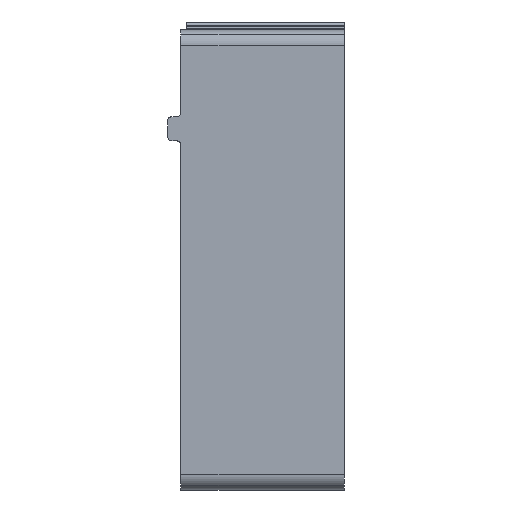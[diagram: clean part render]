
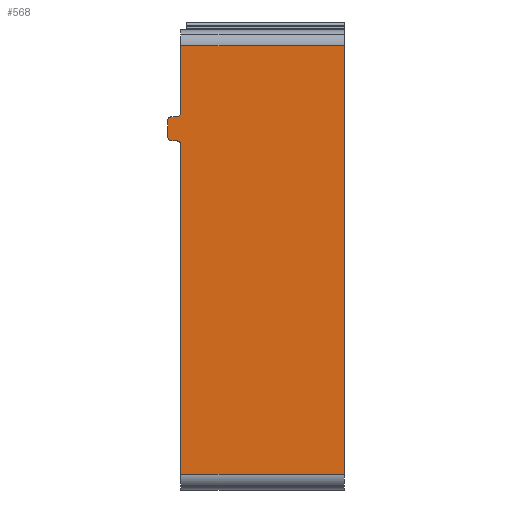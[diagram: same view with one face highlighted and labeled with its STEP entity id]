
A CAD part, left-side view. The second image highlights one B-rep face of the part: STEP entity #568.
In plain terms, the highlighted planar face has unit normal (-1, 0, 0).
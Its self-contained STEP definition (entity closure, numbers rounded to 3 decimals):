
#568=ADVANCED_FACE('0:18953',(#2173),#2174,.T.);
#2173=FACE_OUTER_BOUND('',#4392,.T.);
#2174=PLANE('',#4393);
#4392=EDGE_LOOP('',(#26030,#26031,#26032,#26033,#26034,#26035,#26036,#26037,#26038,#26039,#26040,#26041,#26042,#26043,#26044,#26045));
#4393=AXIS2_PLACEMENT_3D('',#26046,#26047,#26048);
#26030=ORIENTED_EDGE('',*,*,#32585,.F.);
#26031=ORIENTED_EDGE('',*,*,#32586,.T.);
#26032=ORIENTED_EDGE('',*,*,#30795,.F.);
#26033=ORIENTED_EDGE('',*,*,#32587,.F.);
#26034=ORIENTED_EDGE('',*,*,#32588,.F.);
#26035=ORIENTED_EDGE('',*,*,#30912,.F.);
#26036=ORIENTED_EDGE('',*,*,#32589,.T.);
#26037=ORIENTED_EDGE('',*,*,#32590,.F.);
#26038=ORIENTED_EDGE('',*,*,#32591,.F.);
#26039=ORIENTED_EDGE('',*,*,#31871,.F.);
#26040=ORIENTED_EDGE('',*,*,#32592,.F.);
#26041=ORIENTED_EDGE('',*,*,#32593,.F.);
#26042=ORIENTED_EDGE('',*,*,#32594,.F.);
#26043=ORIENTED_EDGE('',*,*,#31869,.F.);
#26044=ORIENTED_EDGE('',*,*,#32595,.F.);
#26045=ORIENTED_EDGE('',*,*,#31860,.F.);
#26046=CARTESIAN_POINT('',(-4.3,-1.58,39.25));
#26047=DIRECTION('',(-1.0,-0.0,0.0));
#26048=DIRECTION('',(0.0,-0.0,-1.0));
#30795=EDGE_CURVE('0:22181',#33681,#33684,#33685,.T.);
#30912=EDGE_CURVE('0:22187',#33908,#33910,#33911,.T.);
#31860=EDGE_CURVE('0:22175',#35709,#35711,#35712,.T.);
#31869=EDGE_CURVE('0:22205',#35725,#35721,#35727,.T.);
#31871=EDGE_CURVE('0:22199',#35728,#35731,#35732,.T.);
#32585=EDGE_CURVE('0:22175',#36922,#35709,#36923,.T.);
#32586=EDGE_CURVE('0:22178',#36922,#33684,#36924,.F.);
#32587=EDGE_CURVE('0:22181',#36925,#33681,#36926,.T.);
#32588=EDGE_CURVE('0:22184',#33910,#36925,#36927,.T.);
#32589=EDGE_CURVE('0:22190',#33908,#36928,#36929,.F.);
#32590=EDGE_CURVE('0:22193',#36930,#36928,#36931,.T.);
#32591=EDGE_CURVE('0:22196',#35731,#36930,#36932,.T.);
#32592=EDGE_CURVE('0:22199',#36933,#35728,#36934,.T.);
#32593=EDGE_CURVE('0:22202',#36935,#36933,#36936,.T.);
#32594=EDGE_CURVE('0:22205',#35721,#36935,#36937,.T.);
#32595=EDGE_CURVE('0:22208',#35711,#35725,#36938,.F.);
#33681=VERTEX_POINT('',#38388);
#33684=VERTEX_POINT('',#38392);
#33685=CIRCLE('',#38393,0.8);
#33908=VERTEX_POINT('',#38734);
#33910=VERTEX_POINT('',#38736);
#33911=LINE('',#38737,#38738);
#35709=VERTEX_POINT('',#42316);
#35711=VERTEX_POINT('',#42319);
#35712=CIRCLE('',#42320,0.8);
#35721=VERTEX_POINT('',#42332);
#35725=VERTEX_POINT('',#42337);
#35727=CIRCLE('',#42340,0.8);
#35728=VERTEX_POINT('',#42341);
#35731=VERTEX_POINT('',#42345);
#35732=CIRCLE('',#42346,0.8);
#36922=VERTEX_POINT('',#44061);
#36923=CIRCLE('',#44062,0.8);
#36924=LINE('',#44063,#44064);
#36925=VERTEX_POINT('',#44065);
#36926=CIRCLE('',#44066,0.8);
#36927=LINE('',#44067,#44068);
#36928=VERTEX_POINT('',#44069);
#36929=LINE('',#44070,#44071);
#36930=VERTEX_POINT('',#44072);
#36931=LINE('',#44073,#44074);
#36932=LINE('',#44075,#44076);
#36933=VERTEX_POINT('',#44077);
#36934=CIRCLE('',#44078,0.8);
#36935=VERTEX_POINT('',#44079);
#36936=LINE('',#44080,#44081);
#36937=CIRCLE('',#44082,0.8);
#36938=LINE('',#44083,#44084);
#38388=CARTESIAN_POINT('',(-4.3,-17.826,61.567));
#38392=CARTESIAN_POINT('',(-4.3,-17.26,61.802));
#38393=AXIS2_PLACEMENT_3D('',#47712,#47713,#47714);
#38734=CARTESIAN_POINT('',(-4.3,-48.99,-1.3));
#38736=CARTESIAN_POINT('',(-4.3,-18.06,-1.3));
#38737=CARTESIAN_POINT('',(-4.3,-1.58,-1.3));
#38738=VECTOR('',#47943,1.0);
#42316=CARTESIAN_POINT('',(-4.3,-15.794,62.036));
#42319=CARTESIAN_POINT('',(-4.3,-15.56,62.602));
#42320=AXIS2_PLACEMENT_3D('',#49680,#49681,#49682);
#42332=CARTESIAN_POINT('',(-4.3,-15.794,66.167));
#42337=CARTESIAN_POINT('',(-4.3,-15.56,65.602));
#42340=AXIS2_PLACEMENT_3D('',#49697,#49698,#49699);
#42341=CARTESIAN_POINT('',(-4.3,-17.826,66.636));
#42345=CARTESIAN_POINT('',(-4.3,-18.06,67.202));
#42346=AXIS2_PLACEMENT_3D('',#49701,#49702,#49703);
#44061=CARTESIAN_POINT('',(-4.3,-16.36,61.802));
#44062=AXIS2_PLACEMENT_3D('',#50891,#50892,#50893);
#44063=CARTESIAN_POINT('',(-4.3,-8.32,61.802));
#44064=VECTOR('',#50894,1.0);
#44065=CARTESIAN_POINT('',(-4.3,-18.06,61.002));
#44066=AXIS2_PLACEMENT_3D('',#50895,#50896,#50897);
#44067=CARTESIAN_POINT('',(-4.3,-18.06,27.188));
#44068=VECTOR('',#50898,1.0);
#44069=CARTESIAN_POINT('',(-4.3,-48.99,79.8));
#44070=CARTESIAN_POINT('',(-4.3,-48.99,39.25));
#44071=VECTOR('',#50899,1.0);
#44072=CARTESIAN_POINT('',(-4.3,-18.06,79.8));
#44073=CARTESIAN_POINT('',(-4.3,-1.58,79.8));
#44074=VECTOR('',#50900,1.0);
#44075=CARTESIAN_POINT('',(-4.3,-18.06,27.188));
#44076=VECTOR('',#50901,1.0);
#44077=CARTESIAN_POINT('',(-4.3,-17.26,66.402));
#44078=AXIS2_PLACEMENT_3D('',#50902,#50903,#50904);
#44079=CARTESIAN_POINT('',(-4.3,-16.36,66.402));
#44080=CARTESIAN_POINT('',(-4.3,-8.32,66.402));
#44081=VECTOR('',#50905,1.0);
#44082=AXIS2_PLACEMENT_3D('',#50906,#50907,#50908);
#44083=CARTESIAN_POINT('',(-4.3,-15.56,26.938));
#44084=VECTOR('',#50909,1.0);
#47712=CARTESIAN_POINT('',(-4.3,-17.26,61.002));
#47713=DIRECTION('',(-1.0,0.0,0.0));
#47714=DIRECTION('',(0.0,-0.707,0.707));
#47943=DIRECTION('',(0.0,1.0,0.0));
#49680=CARTESIAN_POINT('',(-4.3,-16.36,62.602));
#49681=DIRECTION('',(1.0,0.0,0.0));
#49682=DIRECTION('',(0.0,0.707,-0.707));
#49697=CARTESIAN_POINT('',(-4.3,-16.36,65.602));
#49698=DIRECTION('',(1.0,0.0,-0.0));
#49699=DIRECTION('',(0.0,0.707,0.707));
#49701=CARTESIAN_POINT('',(-4.3,-17.26,67.202));
#49702=DIRECTION('',(-1.0,-0.0,0.0));
#49703=DIRECTION('',(0.0,-0.707,-0.707));
#50891=CARTESIAN_POINT('',(-4.3,-16.36,62.602));
#50892=DIRECTION('',(1.0,0.0,0.0));
#50893=DIRECTION('',(0.0,0.707,-0.707));
#50894=DIRECTION('',(0.0,1.0,0.0));
#50895=CARTESIAN_POINT('',(-4.3,-17.26,61.002));
#50896=DIRECTION('',(-1.0,0.0,0.0));
#50897=DIRECTION('',(0.0,-0.707,0.707));
#50898=DIRECTION('',(0.0,0.0,1.0));
#50899=DIRECTION('',(0.0,0.0,-1.0));
#50900=DIRECTION('',(0.0,-1.0,0.0));
#50901=DIRECTION('',(0.0,0.0,1.0));
#50902=CARTESIAN_POINT('',(-4.3,-17.26,67.202));
#50903=DIRECTION('',(-1.0,-0.0,0.0));
#50904=DIRECTION('',(0.0,-0.707,-0.707));
#50905=DIRECTION('',(0.0,-1.0,0.0));
#50906=CARTESIAN_POINT('',(-4.3,-16.36,65.602));
#50907=DIRECTION('',(1.0,0.0,-0.0));
#50908=DIRECTION('',(0.0,0.707,0.707));
#50909=DIRECTION('',(-0.0,-0.0,-1.0));
